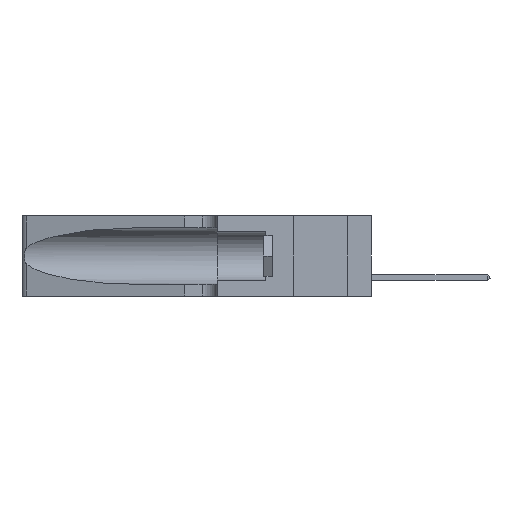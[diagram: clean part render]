
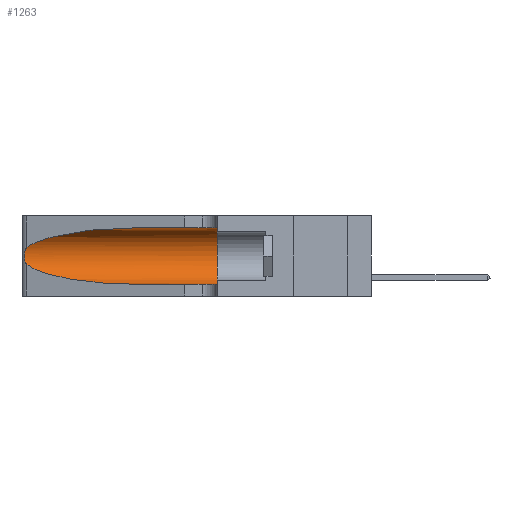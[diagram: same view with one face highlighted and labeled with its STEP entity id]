
A CAD part, left-side view. The second image highlights one B-rep face of the part: STEP entity #1263.
In plain terms, the highlighted cylindrical face has radius 3.308 mm (diameter 6.617 mm), a partial arc.
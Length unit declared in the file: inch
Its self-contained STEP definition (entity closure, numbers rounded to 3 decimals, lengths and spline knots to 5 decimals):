
#600 = LINE ( 'NONE', #18319, #18734 ) ;
#1263 = ADVANCED_FACE ( 'NONE', ( #4614 ), #22440, .F. ) ;
#1325 = CARTESIAN_POINT ( 'NONE',  ( 0.25856, 1.23593, 0.16098 ) ) ;
#1503 = CARTESIAN_POINT ( 'NONE',  ( 0.18966, 0.96281, 0.05475 ) ) ;
#1927 = DIRECTION ( 'NONE',  ( 0., 0., 1. ) ) ;
#2464 = ORIENTED_EDGE ( 'NONE', *, *, #19918, .F. ) ;
#2837 =( BOUNDED_CURVE ( )  B_SPLINE_CURVE ( 3, ( #15967, #21919, #16115, #23737 ),
 .UNSPECIFIED., .F., .T. ) 
 B_SPLINE_CURVE_WITH_KNOTS ( ( 4, 4 ),
 ( 1.5708, 2.84003 ),
 .UNSPECIFIED. ) 
 CURVE ( )  GEOMETRIC_REPRESENTATION_ITEM ( )  RATIONAL_B_SPLINE_CURVE ( ( 1., 0.87, 0.87, 1. ) ) 
 REPRESENTATION_ITEM ( '' )  );
#3160 = CARTESIAN_POINT ( 'NONE',  ( 0.25854, 1.2359, 0.20912 ) ) ;
#3242 = CARTESIAN_POINT ( 'NONE',  ( 0.25487, 1.22718, 0.14631 ) ) ;
#3601 = B_SPLINE_CURVE_WITH_KNOTS ( 'NONE', 3,
 ( #23861, #10725, #20300, #24033, #3160, #8578, #18137, #16392, #16477, #1325, #6749, #14457, #5081, #3242 ),
 .UNSPECIFIED., .F., .F.,
 ( 4, 2, 2, 2, 2, 2, 4 ),
 ( 0., 0.00027, 0.00053, 0.00107, 0.0016, 0.00187, 0.00214 ),
 .UNSPECIFIED. ) ;
#4127 = VERTEX_POINT ( 'NONE', #20273 ) ;
#4185 = CARTESIAN_POINT ( 'NONE',  ( 0.1305, 0.72297, 0.05475 ) ) ;
#4565 = EDGE_LOOP ( 'NONE', ( #20494, #6031, #11289, #12347, #6608, #2464 ) ) ;
#4614 = FACE_OUTER_BOUND ( 'NONE', #4565, .T. ) ;
#5081 = CARTESIAN_POINT ( 'NONE',  ( 0.25555, 1.22993, 0.14849 ) ) ;
#5201 = EDGE_CURVE ( 'NONE', #18824, #7492, #20790, .T. ) ;
#5572 = EDGE_CURVE ( 'NONE', #4127, #18824, #11357, .T. ) ;
#6031 = ORIENTED_EDGE ( 'NONE', *, *, #23592, .T. ) ;
#6608 = ORIENTED_EDGE ( 'NONE', *, *, #23999, .F. ) ;
#6749 = CARTESIAN_POINT ( 'NONE',  ( 0.25789, 1.23486, 0.15765 ) ) ;
#7266 = CIRCLE ( 'NONE', #21925, 0.13025 ) ;
#7492 = VERTEX_POINT ( 'NONE', #14332 ) ;
#7516 = CARTESIAN_POINT ( 'NONE',  ( 0.25487, 1.22718, 0.14631 ) ) ;
#7998 = CARTESIAN_POINT ( 'NONE',  ( 0.1305, 1.61858, 0.185 ) ) ;
#8557 = EDGE_CURVE ( 'NONE', #23240, #20676, #2837, .T. ) ;
#8578 = CARTESIAN_POINT ( 'NONE',  ( 0.26018, 1.23835, 0.19895 ) ) ;
#9198 = VECTOR ( 'NONE', #23889, 39.37008 ) ;
#9560 = VERTEX_POINT ( 'NONE', #11443 ) ;
#9906 = DIRECTION ( 'NONE',  ( 0., 0., -1. ) ) ;
#10725 = CARTESIAN_POINT ( 'NONE',  ( 0.25555, 1.22994, 0.2215 ) ) ;
#11289 = ORIENTED_EDGE ( 'NONE', *, *, #5572, .T. ) ;
#11357 =( BOUNDED_CURVE ( )  B_SPLINE_CURVE ( 3, ( #7516, #22542, #1503, #20477 ),
 .UNSPECIFIED., .F., .F. ) 
 B_SPLINE_CURVE_WITH_KNOTS ( ( 4, 4 ),
 ( 3.44316, 4.71239 ),
 .UNSPECIFIED. ) 
 CURVE ( )  GEOMETRIC_REPRESENTATION_ITEM ( )  RATIONAL_B_SPLINE_CURVE ( ( 1., 0.87, 0.87, 1. ) ) 
 REPRESENTATION_ITEM ( '' )  );
#11443 = CARTESIAN_POINT ( 'NONE',  ( 0.1305, 0.35, 0.31525 ) ) ;
#12347 = ORIENTED_EDGE ( 'NONE', *, *, #5201, .T. ) ;
#12791 = CARTESIAN_POINT ( 'NONE',  ( 0.1305, 1.61858, 0.05475 ) ) ;
#12801 = DIRECTION ( 'NONE',  ( 0., -1., 0. ) ) ;
#14332 = CARTESIAN_POINT ( 'NONE',  ( 0.1305, 0.35, 0.05475 ) ) ;
#14457 = CARTESIAN_POINT ( 'NONE',  ( 0.25639, 1.23186, 0.15144 ) ) ;
#15318 = DIRECTION ( 'NONE',  ( 0., -1., 0. ) ) ;
#15967 = CARTESIAN_POINT ( 'NONE',  ( 0.1305, 0.72297, 0.31525 ) ) ;
#16115 = CARTESIAN_POINT ( 'NONE',  ( 0.2373, 1.15595, 0.28018 ) ) ;
#16392 = CARTESIAN_POINT ( 'NONE',  ( 0.26075, 1.23896, 0.178 ) ) ;
#16477 = CARTESIAN_POINT ( 'NONE',  ( 0.26017, 1.23833, 0.17102 ) ) ;
#16636 = CARTESIAN_POINT ( 'NONE',  ( 0.1305, 0.72297, 0.31525 ) ) ;
#18137 = CARTESIAN_POINT ( 'NONE',  ( 0.26075, 1.23896, 0.19203 ) ) ;
#18319 = CARTESIAN_POINT ( 'NONE',  ( 0.1305, 1.61858, 0.31525 ) ) ;
#18550 = CARTESIAN_POINT ( 'NONE',  ( 0.25487, 1.22718, 0.22369 ) ) ;
#18734 = VECTOR ( 'NONE', #12801, 39.37008 ) ;
#18824 = VERTEX_POINT ( 'NONE', #4185 ) ;
#19918 = EDGE_CURVE ( 'NONE', #23240, #9560, #600, .T. ) ;
#20273 = CARTESIAN_POINT ( 'NONE',  ( 0.25487, 1.22718, 0.14631 ) ) ;
#20300 = CARTESIAN_POINT ( 'NONE',  ( 0.25639, 1.23184, 0.21858 ) ) ;
#20477 = CARTESIAN_POINT ( 'NONE',  ( 0.1305, 0.72297, 0.05475 ) ) ;
#20494 = ORIENTED_EDGE ( 'NONE', *, *, #8557, .T. ) ;
#20676 = VERTEX_POINT ( 'NONE', #18550 ) ;
#20790 = LINE ( 'NONE', #12791, #9198 ) ;
#21919 = CARTESIAN_POINT ( 'NONE',  ( 0.18966, 0.96281, 0.31525 ) ) ;
#21925 = AXIS2_PLACEMENT_3D ( 'NONE', #22958, #23116, #1927 ) ;
#22201 = AXIS2_PLACEMENT_3D ( 'NONE', #7998, #15318, #9906 ) ;
#22440 = CYLINDRICAL_SURFACE ( 'NONE', #22201, 0.13025 ) ;
#22542 = CARTESIAN_POINT ( 'NONE',  ( 0.2373, 1.15595, 0.08982 ) ) ;
#22958 = CARTESIAN_POINT ( 'NONE',  ( 0.1305, 0.35, 0.185 ) ) ;
#23116 = DIRECTION ( 'NONE',  ( 0., 1., 0. ) ) ;
#23240 = VERTEX_POINT ( 'NONE', #16636 ) ;
#23592 = EDGE_CURVE ( 'NONE', #20676, #4127, #3601, .T. ) ;
#23737 = CARTESIAN_POINT ( 'NONE',  ( 0.25487, 1.22718, 0.22369 ) ) ;
#23861 = CARTESIAN_POINT ( 'NONE',  ( 0.25487, 1.22718, 0.22369 ) ) ;
#23889 = DIRECTION ( 'NONE',  ( 0., -1., 0. ) ) ;
#23999 = EDGE_CURVE ( 'NONE', #9560, #7492, #7266, .T. ) ;
#24033 = CARTESIAN_POINT ( 'NONE',  ( 0.25787, 1.23484, 0.2124 ) ) ;
